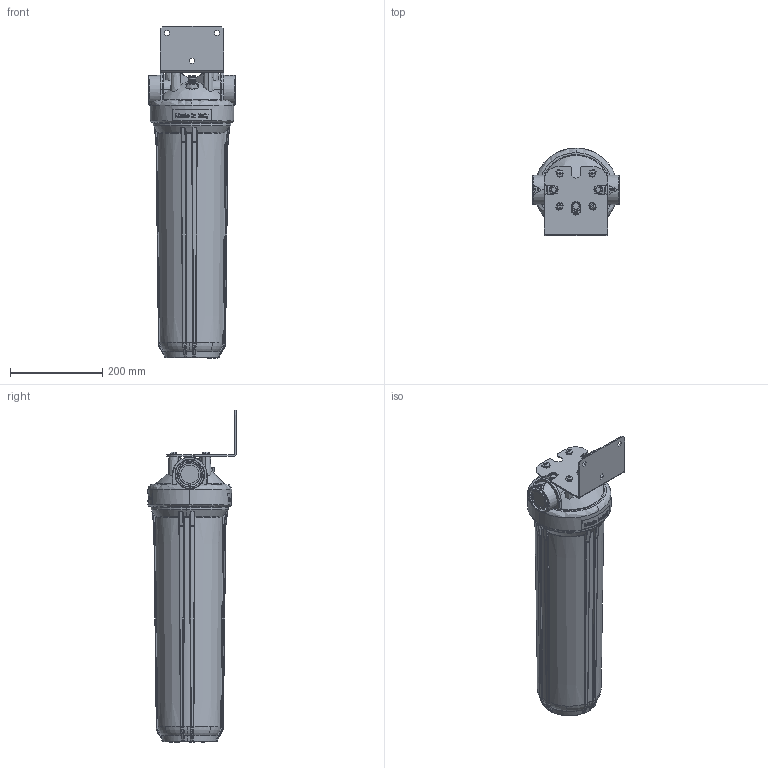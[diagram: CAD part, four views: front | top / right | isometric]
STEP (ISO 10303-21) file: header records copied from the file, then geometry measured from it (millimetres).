
FILE_DESCRIPTION (( 'STEP AP203' ), '1' );
FILE_NAME ('OFTWH.STEP', '2022-09-23T13:16:23', ( '' ), ( '' ), 'SwSTEP 2.0', 'SolidWorks 2021', '' );
FILE_SCHEMA (( 'CONFIG_CONTROL_DESIGN' ));
Length unit declared in the file: millimetre
Products named in the file (7): ISO 7380-1 - M8 x 25.stp; OFTWH; tappit.stp; ISO 7091 - ST 8 - 100 HV.stp; AB7401031.stp; Bicchiere BIG 20.stp_defeature; Testa Watts.stp_defeature
Assembly tree (13 placements, depth 2):
  OFTWH
    Testa Watts.stp_defeature
    Bicchiere BIG 20.stp_defeature
    tappit.stp  x2
    AB7401031.stp
    ISO 7380-1 - M8 x 25.stp  x4
    ISO 7091 - ST 8 - 100 HV.stp  x4
Bounding box: 188 x 190.5 x 718.63 mm (x, y, z)
Volume: 11091041.6 mm3; surface area: 534033.6 mm2
Topology: 14 solids, 14 shells, 3164 faces, 9548 edges, 6508 vertices
Faces by surface type: cylinder 1864, plane 690, bspline 495, cone 115
Entity records: 172079 total; most frequent: CARTESIAN_POINT 98353, ORIENTED_EDGE 18710, DIRECTION 10264, EDGE_CURVE 9355, VERTEX_POINT 6399, B_SPLINE_CURVE_WITH_KNOTS 5280, AXIS2_PLACEMENT_3D 3672, EDGE_LOOP 3208
